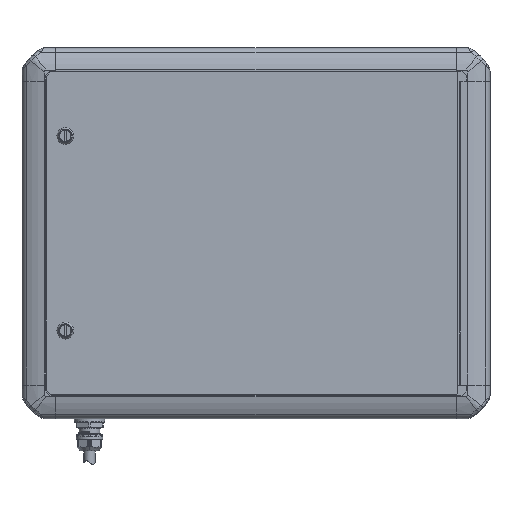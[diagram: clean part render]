
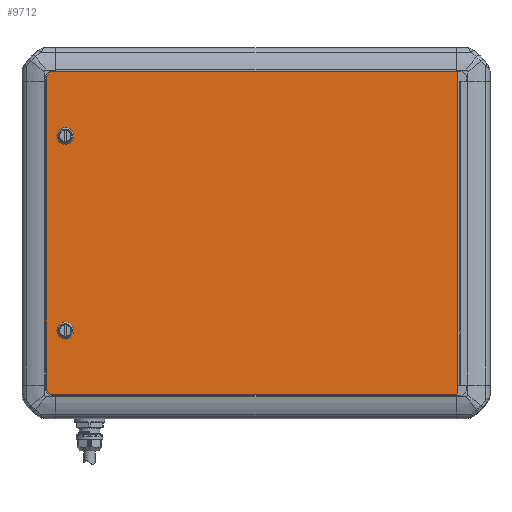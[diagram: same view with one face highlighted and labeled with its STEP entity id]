
A CAD part, top view. The second image highlights one B-rep face of the part: STEP entity #9712.
In plain terms, the highlighted planar face has unit normal (0, 0, 1).
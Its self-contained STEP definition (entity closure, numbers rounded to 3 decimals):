
#8 = ORIENTED_EDGE ( 'NONE', *, *, #47107, .T. ) ;
#190 = VERTEX_POINT ( 'NONE', #22276 ) ;
#350 = DIRECTION ( 'NONE',  ( 0., 0., 1. ) ) ;
#596 = CARTESIAN_POINT ( 'NONE',  ( -166., -86.5, 2. ) ) ;
#643 = CARTESIAN_POINT ( 'NONE',  ( 182., -143.5, 2. ) ) ;
#692 = CARTESIAN_POINT ( 'NONE',  ( -183., 143.5, 2. ) ) ;
#2782 = CARTESIAN_POINT ( 'NONE',  ( -181., -141.5, 2. ) ) ;
#3014 = CARTESIAN_POINT ( 'NONE',  ( 183., 143.5, 2. ) ) ;
#4134 = CARTESIAN_POINT ( 'NONE',  ( -183., 139.5, 2. ) ) ;
#5379 = LINE ( 'NONE', #42324, #38429 ) ;
#6187 = DIRECTION ( 'NONE',  ( 0.707, -0.707, 0. ) ) ;
#7274 = LINE ( 'NONE', #44451, #17832 ) ;
#7295 = VECTOR ( 'NONE', #47468, 1000. ) ;
#7482 = CIRCLE ( 'NONE', #34659, 7.5 ) ;
#7586 = ORIENTED_EDGE ( 'NONE', *, *, #9301, .T. ) ;
#8509 = AXIS2_PLACEMENT_3D ( 'NONE', #596, #350, #34597 ) ;
#8532 = CIRCLE ( 'NONE', #10883, 7.5 ) ;
#9301 = EDGE_CURVE ( 'NONE', #41797, #39840, #17121, .T. ) ;
#9712 = ADVANCED_FACE ( 'NONE', ( #45150, #14806, #21841 ), #33740, .T. ) ;
#10047 = DIRECTION ( 'NONE',  ( 0., 1., 0. ) ) ;
#10083 = CARTESIAN_POINT ( 'NONE',  ( 182., 143.5, 2. ) ) ;
#10719 = CARTESIAN_POINT ( 'NONE',  ( -324.5, -2., 2. ) ) ;
#10846 = CARTESIAN_POINT ( 'NONE',  ( -183., -139.5, 2. ) ) ;
#10883 = AXIS2_PLACEMENT_3D ( 'NONE', #26488, #18200, #10047 ) ;
#11650 = EDGE_CURVE ( 'NONE', #23228, #14683, #13177, .T. ) ;
#11838 = CARTESIAN_POINT ( 'NONE',  ( -179., -143.5, 2. ) ) ;
#11913 = EDGE_CURVE ( 'NONE', #14228, #41797, #7274, .T. ) ;
#11957 = EDGE_CURVE ( 'NONE', #190, #38915, #8532, .T. ) ;
#12133 = CARTESIAN_POINT ( 'NONE',  ( -166., -94., 2. ) ) ;
#12196 = CARTESIAN_POINT ( 'NONE',  ( -166., 86.5, 2. ) ) ;
#13177 = CIRCLE ( 'NONE', #8509, 7.5 ) ;
#13347 = ORIENTED_EDGE ( 'NONE', *, *, #45402, .T. ) ;
#13791 = EDGE_CURVE ( 'NONE', #38915, #190, #38221, .T. ) ;
#14228 = VERTEX_POINT ( 'NONE', #4134 ) ;
#14253 = EDGE_CURVE ( 'NONE', #38000, #14228, #43986, .T. ) ;
#14624 = DIRECTION ( 'NONE',  ( 0., 0., 1. ) ) ;
#14683 = VERTEX_POINT ( 'NONE', #29871 ) ;
#14806 = FACE_OUTER_BOUND ( 'NONE', #24125, .T. ) ;
#17121 = LINE ( 'NONE', #2782, #23918 ) ;
#17769 = CARTESIAN_POINT ( 'NONE',  ( -0.5, -326., 2. ) ) ;
#17832 = VECTOR ( 'NONE', #26008, 1000. ) ;
#18200 = DIRECTION ( 'NONE',  ( 0., 0., 1. ) ) ;
#19381 = EDGE_CURVE ( 'NONE', #14683, #23228, #7482, .T. ) ;
#19446 = ORIENTED_EDGE ( 'NONE', *, *, #11913, .T. ) ;
#20189 = LINE ( 'NONE', #17769, #46802 ) ;
#20428 = DIRECTION ( 'NONE',  ( -0.707, 0.707, 0. ) ) ;
#20453 = VERTEX_POINT ( 'NONE', #45042 ) ;
#20545 = EDGE_LOOP ( 'NONE', ( #31508, #39153 ) ) ;
#21408 = EDGE_LOOP ( 'NONE', ( #41929, #31914 ) ) ;
#21841 = FACE_BOUND ( 'NONE', #20545, .T. ) ;
#22016 = VERTEX_POINT ( 'NONE', #38815 ) ;
#22276 = CARTESIAN_POINT ( 'NONE',  ( -166., 94., 2. ) ) ;
#22548 = CARTESIAN_POINT ( 'NONE',  ( -183., -143.5, 2. ) ) ;
#23228 = VERTEX_POINT ( 'NONE', #12133 ) ;
#23918 = VECTOR ( 'NONE', #6187, 1000. ) ;
#23964 = LINE ( 'NONE', #692, #28364 ) ;
#24125 = EDGE_LOOP ( 'NONE', ( #19446, #7586, #8, #41293, #42562, #13347, #25825, #46856 ) ) ;
#25056 = VERTEX_POINT ( 'NONE', #643 ) ;
#25825 = ORIENTED_EDGE ( 'NONE', *, *, #31703, .T. ) ;
#26008 = DIRECTION ( 'NONE',  ( 0., -1., 0. ) ) ;
#26488 = CARTESIAN_POINT ( 'NONE',  ( -166., 86.5, 2. ) ) ;
#26710 = LINE ( 'NONE', #22548, #43229 ) ;
#27272 = DIRECTION ( 'NONE',  ( 0., 1., 0. ) ) ;
#27408 = AXIS2_PLACEMENT_3D ( 'NONE', #12196, #37928, #27272 ) ;
#28364 = VECTOR ( 'NONE', #45798, 1000. ) ;
#28997 = DIRECTION ( 'NONE',  ( 0.707, 0.707, 0. ) ) ;
#29664 = CARTESIAN_POINT ( 'NONE',  ( -183., -143.5, 2. ) ) ;
#29871 = CARTESIAN_POINT ( 'NONE',  ( -166., -79., 2. ) ) ;
#30136 = DIRECTION ( 'NONE',  ( 1., 0., 0. ) ) ;
#30800 = EDGE_CURVE ( 'NONE', #20453, #22016, #36525, .T. ) ;
#31508 = ORIENTED_EDGE ( 'NONE', *, *, #19381, .F. ) ;
#31703 = EDGE_CURVE ( 'NONE', #31839, #38000, #23964, .T. ) ;
#31839 = VERTEX_POINT ( 'NONE', #10083 ) ;
#31914 = ORIENTED_EDGE ( 'NONE', *, *, #13791, .F. ) ;
#33740 = PLANE ( 'NONE',  #37091 ) ;
#34597 = DIRECTION ( 'NONE',  ( 0., 1., 0. ) ) ;
#34659 = AXIS2_PLACEMENT_3D ( 'NONE', #36711, #14624, #45441 ) ;
#36525 = LINE ( 'NONE', #3014, #7295 ) ;
#36711 = CARTESIAN_POINT ( 'NONE',  ( -166., -86.5, 2. ) ) ;
#36895 = DIRECTION ( 'NONE',  ( 1., 0., 0. ) ) ;
#37091 = AXIS2_PLACEMENT_3D ( 'NONE', #29664, #37367, #36895 ) ;
#37262 = CARTESIAN_POINT ( 'NONE',  ( -166., 79., 2. ) ) ;
#37367 = DIRECTION ( 'NONE',  ( 0., 0., 1. ) ) ;
#37928 = DIRECTION ( 'NONE',  ( 0., 0., 1. ) ) ;
#38000 = VERTEX_POINT ( 'NONE', #40818 ) ;
#38221 = CIRCLE ( 'NONE', #27408, 7.5 ) ;
#38429 = VECTOR ( 'NONE', #20428, 1000. ) ;
#38815 = CARTESIAN_POINT ( 'NONE',  ( 183., 142.5, 2. ) ) ;
#38915 = VERTEX_POINT ( 'NONE', #37262 ) ;
#39153 = ORIENTED_EDGE ( 'NONE', *, *, #11650, .F. ) ;
#39825 = VECTOR ( 'NONE', #41062, 1000. ) ;
#39840 = VERTEX_POINT ( 'NONE', #11838 ) ;
#40818 = CARTESIAN_POINT ( 'NONE',  ( -179., 143.5, 2. ) ) ;
#40846 = EDGE_CURVE ( 'NONE', #25056, #20453, #20189, .T. ) ;
#41062 = DIRECTION ( 'NONE',  ( -0.707, -0.707, 0. ) ) ;
#41293 = ORIENTED_EDGE ( 'NONE', *, *, #40846, .T. ) ;
#41797 = VERTEX_POINT ( 'NONE', #10846 ) ;
#41929 = ORIENTED_EDGE ( 'NONE', *, *, #11957, .F. ) ;
#42324 = CARTESIAN_POINT ( 'NONE',  ( 143., 182.5, 2. ) ) ;
#42562 = ORIENTED_EDGE ( 'NONE', *, *, #30800, .T. ) ;
#43229 = VECTOR ( 'NONE', #30136, 1000. ) ;
#43986 = LINE ( 'NONE', #10719, #39825 ) ;
#44451 = CARTESIAN_POINT ( 'NONE',  ( -183., 143.5, 2. ) ) ;
#45042 = CARTESIAN_POINT ( 'NONE',  ( 183., -142.5, 2. ) ) ;
#45150 = FACE_BOUND ( 'NONE', #21408, .T. ) ;
#45402 = EDGE_CURVE ( 'NONE', #22016, #31839, #5379, .T. ) ;
#45441 = DIRECTION ( 'NONE',  ( 0., 1., 0. ) ) ;
#45798 = DIRECTION ( 'NONE',  ( -1., 0., 0. ) ) ;
#46802 = VECTOR ( 'NONE', #28997, 1000. ) ;
#46856 = ORIENTED_EDGE ( 'NONE', *, *, #14253, .T. ) ;
#47107 = EDGE_CURVE ( 'NONE', #39840, #25056, #26710, .T. ) ;
#47468 = DIRECTION ( 'NONE',  ( 0., 1., 0. ) ) ;
